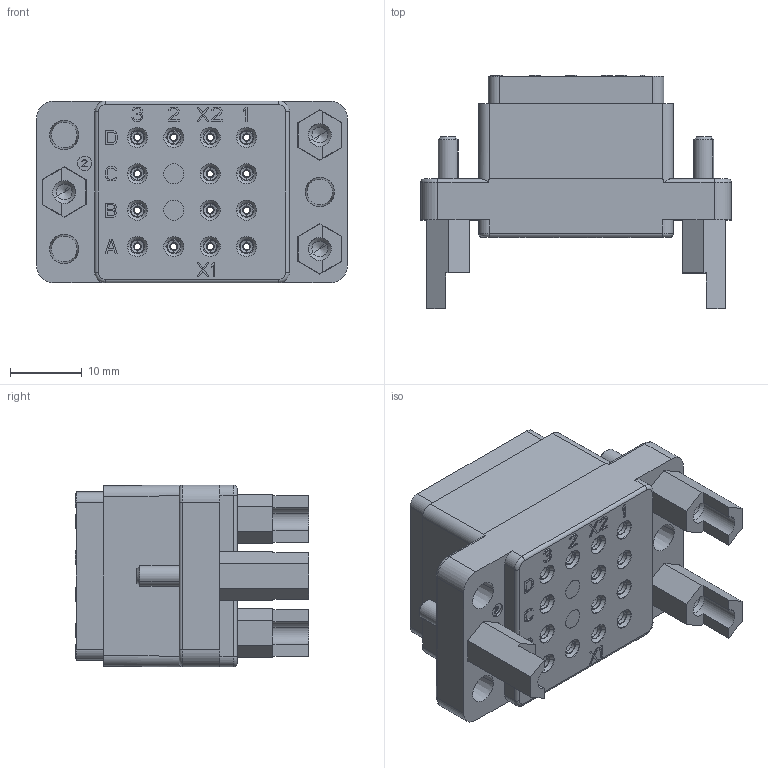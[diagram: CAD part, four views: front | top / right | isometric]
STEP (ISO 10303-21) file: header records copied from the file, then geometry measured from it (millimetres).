
FILE_DESCRIPTION((''),'2;1');
FILE_NAME('00157730102','2020-09-30T',('presta_be4'),(''),'CREO PARAMETRIC BY PTC INC, 2018360','CREO PARAMETRIC BY PTC INC, 2018360','');
FILE_SCHEMA(('CONFIG_CONTROL_DESIGN'));
Products named in the file (1): 00157730102
Bounding box: 43.4 x 32.61 x 25.4 mm (x, y, z)
Volume: 15188 mm3; surface area: 11782.6 mm2
Topology: 15 solids, 15 shells, 2279 faces, 5898 edges, 3779 vertices
Faces by surface type: plane 995, cylinder 554, cone 414, torus 316
Entity records: 72386 total; most frequent: CARTESIAN_POINT 17170, ORIENTED_EDGE 11784, DIRECTION 11148, EDGE_CURVE 5892, AXIS2_PLACEMENT_3D 4033, VERTEX_POINT 3779, VECTOR 3082, LINE 3082
